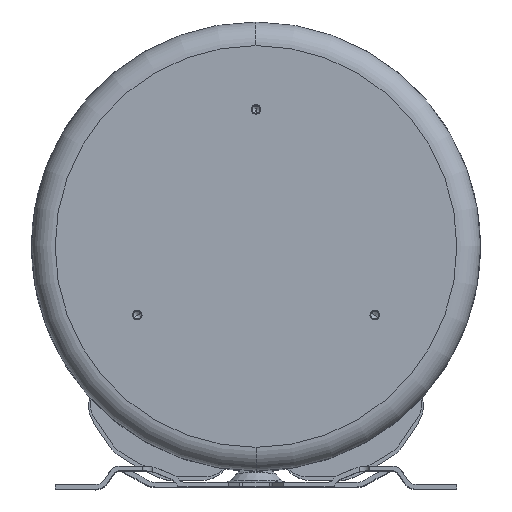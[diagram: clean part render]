
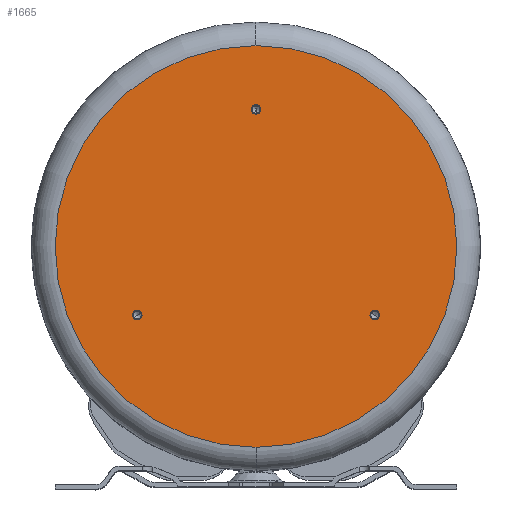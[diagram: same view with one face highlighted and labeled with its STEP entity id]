
A CAD part, top view. The second image highlights one B-rep face of the part: STEP entity #1665.
In plain terms, the highlighted face is planar.
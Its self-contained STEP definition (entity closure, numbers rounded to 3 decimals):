
#513=CARTESIAN_POINT('',(-87.9,87.,0.));
#514=DIRECTION('',(-1.,0.,0.));
#515=DIRECTION('',(0.,1.,0.));
#516=AXIS2_PLACEMENT_3D('',#513,#514,#515);
#518=CARTESIAN_POINT('',(-87.9,87.,0.));
#519=DIRECTION('',(-1.,0.,0.));
#520=DIRECTION('',(0.,-1.,0.));
#521=AXIS2_PLACEMENT_3D('',#518,#519,#520);
#523=CARTESIAN_POINT('',(-87.9,-43.5,75.344));
#524=DIRECTION('',(-1.,0.,0.));
#525=DIRECTION('',(0.,-0.5,0.866));
#526=AXIS2_PLACEMENT_3D('',#523,#524,#525);
#528=CARTESIAN_POINT('',(-87.9,-43.5,75.344));
#529=DIRECTION('',(-1.,0.,0.));
#530=DIRECTION('',(0.,0.5,-0.866));
#531=AXIS2_PLACEMENT_3D('',#528,#529,#530);
#533=CARTESIAN_POINT('',(-87.9,-43.5,-75.344));
#534=DIRECTION('',(-1.,0.,0.));
#535=DIRECTION('',(0.,-0.5,-0.866));
#536=AXIS2_PLACEMENT_3D('',#533,#534,#535);
#538=CARTESIAN_POINT('',(-87.9,-43.5,-75.344));
#539=DIRECTION('',(-1.,0.,0.));
#540=DIRECTION('',(0.,0.5,0.866));
#541=AXIS2_PLACEMENT_3D('',#538,#539,#540);
#543=CARTESIAN_POINT('',(-87.9,0.,0.));
#544=DIRECTION('',(-1.,0.,0.));
#545=DIRECTION('',(0.,-1.,0.));
#546=AXIS2_PLACEMENT_3D('',#543,#544,#545);
#548=CARTESIAN_POINT('',(-87.9,0.,0.));
#549=DIRECTION('',(-1.,0.,0.));
#550=DIRECTION('',(0.,1.,0.));
#551=AXIS2_PLACEMENT_3D('',#548,#549,#550);
#1239=CARTESIAN_POINT('',(-87.9,89.5,0.));
#1240=VERTEX_POINT('',#1239);
#1241=CARTESIAN_POINT('',(-87.9,84.5,0.));
#1242=VERTEX_POINT('',#1241);
#1249=CARTESIAN_POINT('',(-87.9,-44.75,77.509));
#1250=VERTEX_POINT('',#1249);
#1251=CARTESIAN_POINT('',(-87.9,-42.25,73.179));
#1252=VERTEX_POINT('',#1251);
#1259=CARTESIAN_POINT('',(-87.9,-44.75,-77.509));
#1260=VERTEX_POINT('',#1259);
#1261=CARTESIAN_POINT('',(-87.9,-42.25,-73.179));
#1262=VERTEX_POINT('',#1261);
#1463=CARTESIAN_POINT('',(-87.9,-127.5,0.));
#1464=CARTESIAN_POINT('',(-87.9,127.5,0.));
#1465=VERTEX_POINT('',#1463);
#1466=VERTEX_POINT('',#1464);
#1637=CARTESIAN_POINT('',(-87.9,0.,0.));
#1638=DIRECTION('',(-1.,0.,0.));
#1639=DIRECTION('',(0.,0.,1.));
#1640=AXIS2_PLACEMENT_3D('',#1637,#1638,#1639);
#1641=PLANE('',#1640);
#1642=ORIENTED_EDGE('',*,*,#1627,.F.);
#1644=ORIENTED_EDGE('',*,*,#1643,.F.);
#1645=EDGE_LOOP('',(#1642,#1644));
#1646=FACE_OUTER_BOUND('',#1645,.F.);
#1648=ORIENTED_EDGE('',*,*,#1647,.T.);
#1650=ORIENTED_EDGE('',*,*,#1649,.T.);
#1651=EDGE_LOOP('',(#1648,#1650));
#1652=FACE_BOUND('',#1651,.F.);
#1654=ORIENTED_EDGE('',*,*,#1653,.T.);
#1656=ORIENTED_EDGE('',*,*,#1655,.T.);
#1657=EDGE_LOOP('',(#1654,#1656));
#1658=FACE_BOUND('',#1657,.F.);
#1660=ORIENTED_EDGE('',*,*,#1659,.T.);
#1662=ORIENTED_EDGE('',*,*,#1661,.T.);
#1663=EDGE_LOOP('',(#1660,#1662));
#1664=FACE_BOUND('',#1663,.F.);
#1665=ADVANCED_FACE('',(#1646,#1652,#1658,#1664),#1641,.T.);
#517=CIRCLE('',#516,2.5);
#522=CIRCLE('',#521,2.5);
#527=CIRCLE('',#526,2.5);
#532=CIRCLE('',#531,2.5);
#537=CIRCLE('',#536,2.5);
#542=CIRCLE('',#541,2.5);
#547=CIRCLE('',#546,127.5);
#552=CIRCLE('',#551,127.5);
#1627=EDGE_CURVE('',#1465,#1466,#547,.T.);
#1643=EDGE_CURVE('',#1466,#1465,#552,.T.);
#1647=EDGE_CURVE('',#1240,#1242,#517,.T.);
#1649=EDGE_CURVE('',#1242,#1240,#522,.T.);
#1653=EDGE_CURVE('',#1250,#1252,#527,.T.);
#1655=EDGE_CURVE('',#1252,#1250,#532,.T.);
#1659=EDGE_CURVE('',#1260,#1262,#537,.T.);
#1661=EDGE_CURVE('',#1262,#1260,#542,.T.);
